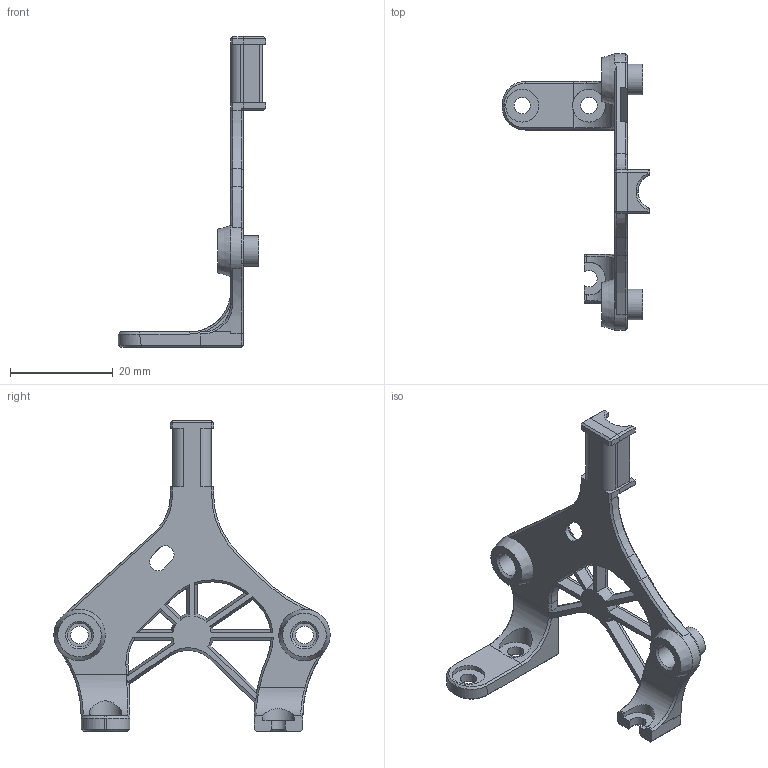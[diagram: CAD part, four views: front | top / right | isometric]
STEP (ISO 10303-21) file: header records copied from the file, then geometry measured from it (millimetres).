
FILE_DESCRIPTION(/* description */ (''),/* implementation_level */ '2;1');
FILE_NAME(/* name */ 'SHT36_EBB36_bracket_for_XOL_no_tap.step',/* time_stamp */ '2023-05-25T13:02:51-04:00',/* author */ (''),/* organization */ (''),/* preprocessor_version */ 'ST-DEVELOPER v19.2',/* originating_system */ 'Autodesk Translation Framework v12.4.0.73',/* authorisation */ '');
FILE_SCHEMA (('AUTOMOTIVE_DESIGN { 1 0 10303 214 3 1 1 }'));
Length unit declared in the file: millimetre
Products named in the file (1): SHT-36 Backer_STH-36_basic_geometry_mounting_plate_strain_relief
Bounding box: 28.76 x 53.84 x 60.55 mm (x, y, z)
Volume: 4203 mm3; surface area: 4830.3 mm2
Topology: 4 solids, 4 shells, 282 faces, 721 edges, 446 vertices
Faces by surface type: plane 161, cone 58, cylinder 52, bspline 11
Full cylindrical faces by diameter (mm): 3.2 x2, 3.45 x2, 4.6 x2, 6 x2, 6.4 x2
Entity records: 8846 total; most frequent: CARTESIAN_POINT 2025, ORIENTED_EDGE 1442, DIRECTION 1372, EDGE_CURVE 721, AXIS2_PLACEMENT_3D 458, LINE 456, VECTOR 456, VERTEX_POINT 446
